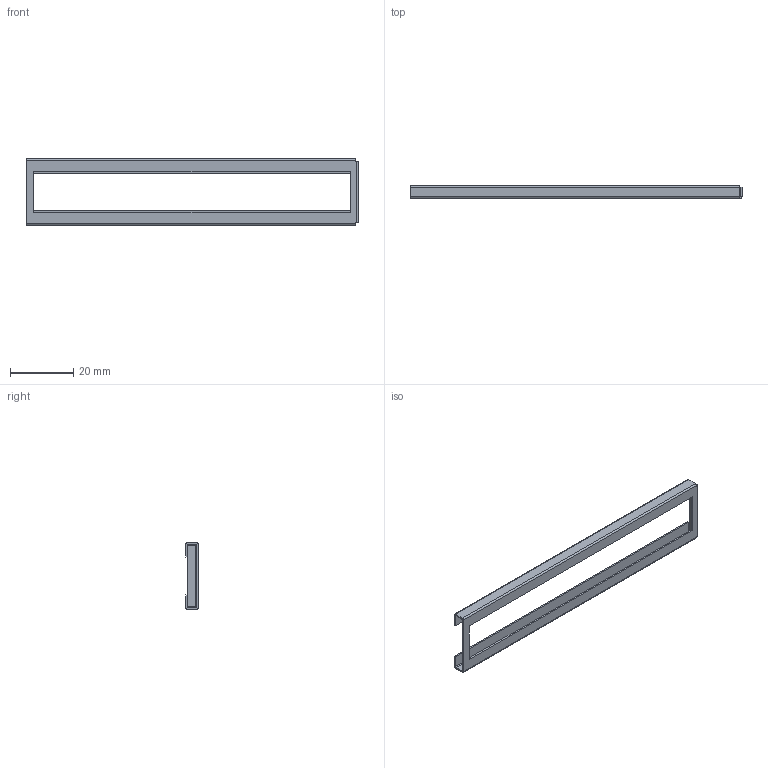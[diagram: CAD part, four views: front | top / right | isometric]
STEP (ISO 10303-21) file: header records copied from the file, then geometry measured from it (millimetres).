
FILE_DESCRIPTION((''),'2;1');
FILE_NAME('7772320220331DESSINSUPPORTMETAL','2022-04-09T',('Administrator'),(''),'PRO/ENGINEER BY PARAMETRIC TECHNOLOGY CORPORATION, 2013040','PRO/ENGINEER BY PARAMETRIC TECHNOLOGY CORPORATION, 2013040','');
FILE_SCHEMA(('CONFIG_CONTROL_DESIGN'));
Length unit declared in the file: millimetre
Products named in the file (1): 7772320220331DESSINSUPPORTMETAL
Bounding box: 105 x 4 x 21 mm (x, y, z)
Volume: 1245.6 mm3; surface area: 5168.7 mm2
Topology: 1 solids, 1 shells, 34 faces, 92 edges, 60 vertices
Faces by surface type: plane 24, cylinder 10
Entity records: 1112 total; most frequent: CARTESIAN_POINT 198, ORIENTED_EDGE 184, DIRECTION 176, EDGE_CURVE 92, VECTOR 72, LINE 72, VERTEX_POINT 60, AXIS2_PLACEMENT_3D 52
